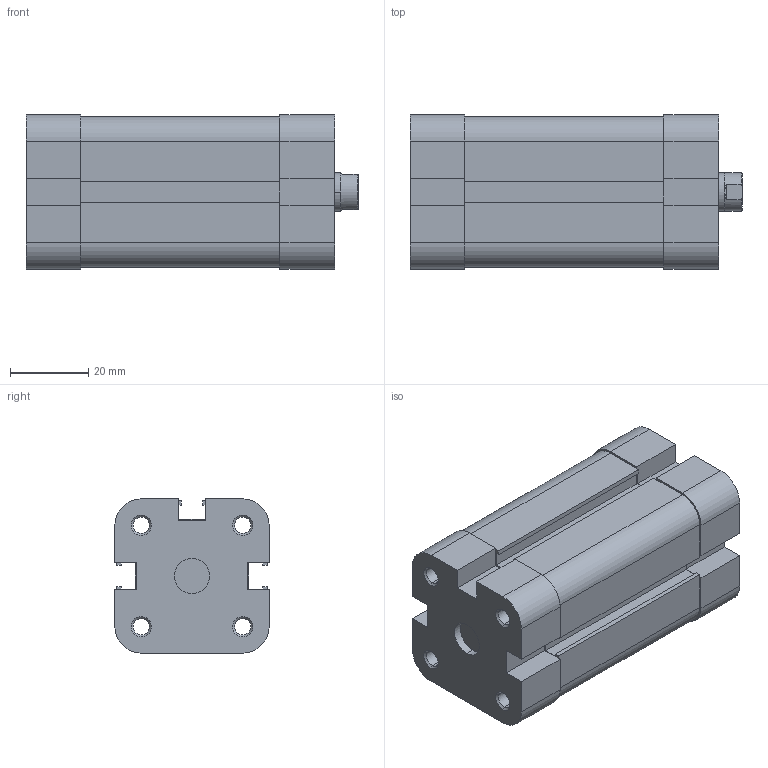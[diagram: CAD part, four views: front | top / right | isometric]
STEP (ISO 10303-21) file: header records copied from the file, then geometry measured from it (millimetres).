
FILE_DESCRIPTION (( 'STEP AP214' ), '1' );
FILE_NAME ('PKS25-40CYLINDER.STEP', '2010-09-23T08:32:18', ( '' ), ( '' ), 'SwSTEP 2.0', 'SolidWorks 2010', '' );
FILE_SCHEMA (( 'AUTOMOTIVE_DESIGN' ));
Length unit declared in the file: millimetre
Products named in the file (5): PK 25  ARKA  KAPAK-1_Varsayýlan; PK  25  BORU_Varsayýlan; PKS 25  ÖN  KAPAK-2_Varsayýlan; PK  25  MÝL_Varsayýlan; PKS25-40CYLINDER
Assembly tree (4 placements, depth 2):
  PKS25-40CYLINDER
    PK  25  BORU_Varsayýlan
    PK 25  ARKA  KAPAK-1_Varsayýlan
    PKS 25  ÖN  KAPAK-2_Varsayýlan
    PK  25  MÝL_Varsayýlan
Bounding box: 85 x 39.5 x 39.5 mm (x, y, z)
Volume: 73919.4 mm3; surface area: 39294 mm2
Topology: 4 solids, 4 shells, 218 faces, 581 edges, 376 vertices
Faces by surface type: plane 100, cylinder 87, cone 31
Entity records: 7294 total; most frequent: DIRECTION 1224, CARTESIAN_POINT 1204, ORIENTED_EDGE 1158, EDGE_CURVE 579, AXIS2_PLACEMENT_3D 428, VERTEX_POINT 376, VECTOR 368, LINE 368
